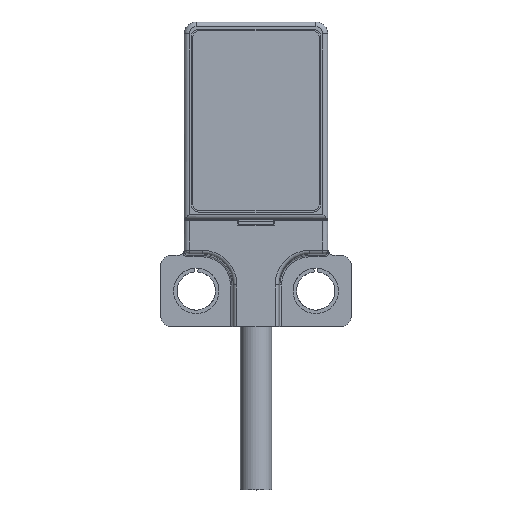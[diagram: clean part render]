
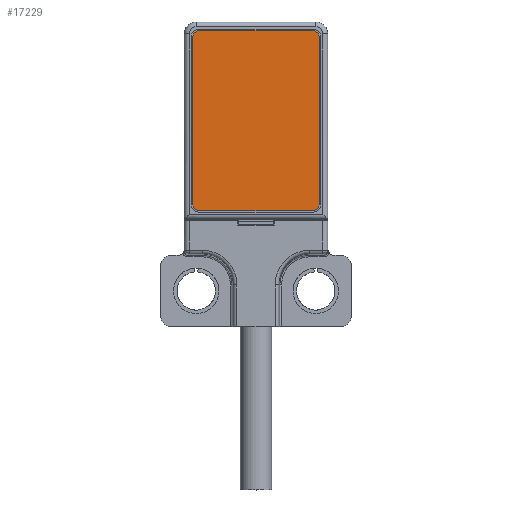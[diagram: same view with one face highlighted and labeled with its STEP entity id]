
A CAD part, top view. The second image highlights one B-rep face of the part: STEP entity #17229.
In plain terms, the highlighted planar face has unit normal (0, 0, 1).
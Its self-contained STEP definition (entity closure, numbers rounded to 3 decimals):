
#16730=CARTESIAN_POINT('',(4.7,-15.2,4.1));
#16731=DIRECTION('',(0.,0.,-1.));
#16732=DIRECTION('',(1.,0.,0.));
#16733=AXIS2_PLACEMENT_3D('',#16730,#16731,#16732);
#16735=CARTESIAN_POINT('',(-4.7,-15.2,4.1));
#16736=DIRECTION('',(0.,0.,-1.));
#16737=DIRECTION('',(0.,-1.,0.));
#16738=AXIS2_PLACEMENT_3D('',#16735,#16736,#16737);
#16740=CARTESIAN_POINT('',(-4.7,-1.3,4.1));
#16741=DIRECTION('',(0.,0.,-1.));
#16742=DIRECTION('',(-1.,0.,0.));
#16743=AXIS2_PLACEMENT_3D('',#16740,#16741,#16742);
#16745=CARTESIAN_POINT('',(4.7,-1.3,4.1));
#16746=DIRECTION('',(0.,0.,-1.));
#16747=DIRECTION('',(0.,1.,0.));
#16748=AXIS2_PLACEMENT_3D('',#16745,#16746,#16747);
#16754=DIRECTION('',(0.,1.,0.));
#16755=VECTOR('',#16754,13.9);
#16756=CARTESIAN_POINT('',(5.3,-15.2,4.1));
#16757=LINE('',#16756,#16755);
#16827=DIRECTION('',(-1.,0.,0.));
#16828=VECTOR('',#16827,9.4);
#16829=CARTESIAN_POINT('',(4.7,-0.7,4.1));
#16830=LINE('',#16829,#16828);
#16904=DIRECTION('',(0.,-1.,0.));
#16905=VECTOR('',#16904,13.9);
#16906=CARTESIAN_POINT('',(-5.3,-1.3,4.1));
#16907=LINE('',#16906,#16905);
#16924=DIRECTION('',(1.,0.,0.));
#16925=VECTOR('',#16924,9.4);
#16926=CARTESIAN_POINT('',(-4.7,-15.8,4.1));
#16927=LINE('',#16926,#16925);
#17094=CARTESIAN_POINT('',(5.3,-15.2,4.1));
#17095=CARTESIAN_POINT('',(4.7,-15.8,4.1));
#17096=VERTEX_POINT('',#17094);
#17097=VERTEX_POINT('',#17095);
#17098=CARTESIAN_POINT('',(-4.7,-15.8,4.1));
#17099=VERTEX_POINT('',#17098);
#17100=CARTESIAN_POINT('',(-5.3,-15.2,4.1));
#17101=VERTEX_POINT('',#17100);
#17102=CARTESIAN_POINT('',(-5.3,-1.3,4.1));
#17103=VERTEX_POINT('',#17102);
#17104=CARTESIAN_POINT('',(-4.7,-0.7,4.1));
#17105=VERTEX_POINT('',#17104);
#17106=CARTESIAN_POINT('',(4.7,-0.7,4.1));
#17107=VERTEX_POINT('',#17106);
#17108=CARTESIAN_POINT('',(5.3,-1.3,4.1));
#17109=VERTEX_POINT('',#17108);
#17206=CARTESIAN_POINT('',(0.,-8.25,4.1));
#17207=DIRECTION('',(0.,0.,1.));
#17208=DIRECTION('',(1.,0.,0.));
#17209=AXIS2_PLACEMENT_3D('',#17206,#17207,#17208);
#17210=PLANE('',#17209);
#17212=ORIENTED_EDGE('',*,*,#17211,.T.);
#17214=ORIENTED_EDGE('',*,*,#17213,.F.);
#17216=ORIENTED_EDGE('',*,*,#17215,.T.);
#17218=ORIENTED_EDGE('',*,*,#17217,.F.);
#17220=ORIENTED_EDGE('',*,*,#17219,.T.);
#17222=ORIENTED_EDGE('',*,*,#17221,.F.);
#17224=ORIENTED_EDGE('',*,*,#17223,.T.);
#17226=ORIENTED_EDGE('',*,*,#17225,.F.);
#17227=EDGE_LOOP('',(#17212,#17214,#17216,#17218,#17220,#17222,#17224,#17226));
#17228=FACE_OUTER_BOUND('',#17227,.F.);
#17229=ADVANCED_FACE('',(#17228),#17210,.T.);
#16734=CIRCLE('',#16733,0.6);
#16739=CIRCLE('',#16738,0.6);
#16744=CIRCLE('',#16743,0.6);
#16749=CIRCLE('',#16748,0.6);
#17211=EDGE_CURVE('',#17096,#17097,#16734,.T.);
#17213=EDGE_CURVE('',#17099,#17097,#16927,.T.);
#17215=EDGE_CURVE('',#17099,#17101,#16739,.T.);
#17217=EDGE_CURVE('',#17103,#17101,#16907,.T.);
#17219=EDGE_CURVE('',#17103,#17105,#16744,.T.);
#17221=EDGE_CURVE('',#17107,#17105,#16830,.T.);
#17223=EDGE_CURVE('',#17107,#17109,#16749,.T.);
#17225=EDGE_CURVE('',#17096,#17109,#16757,.T.);
